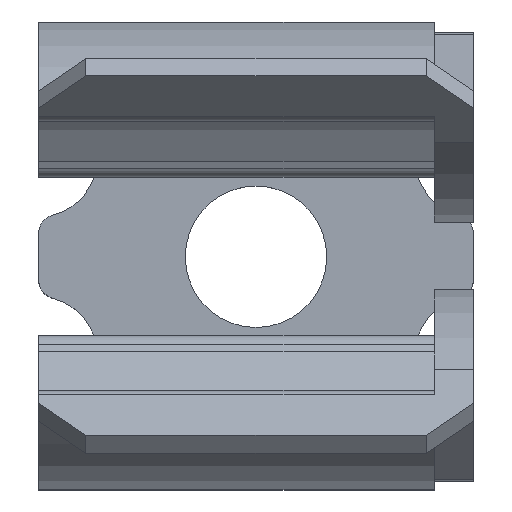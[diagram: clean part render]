
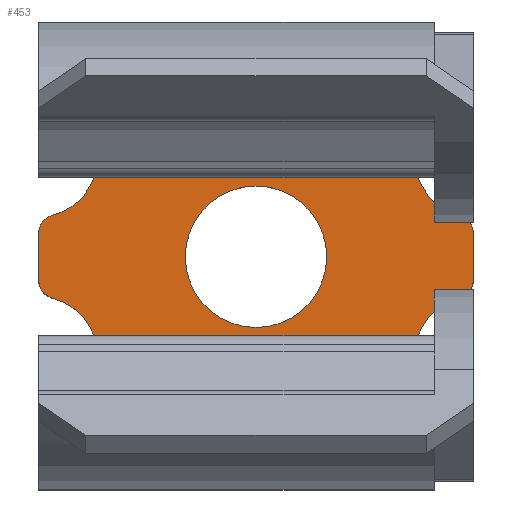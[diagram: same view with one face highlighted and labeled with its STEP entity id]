
A CAD part, top view. The second image highlights one B-rep face of the part: STEP entity #453.
In plain terms, the highlighted planar face has unit normal (0, 0, 1).
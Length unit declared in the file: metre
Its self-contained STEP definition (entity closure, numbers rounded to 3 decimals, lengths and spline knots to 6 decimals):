
#337 = EDGE_CURVE( '', #971, #972, #973, .T. );
#421 = EDGE_CURVE( '', #1116, #1117, #1118, .T. );
#445 = EDGE_CURVE( '', #1158, #1159, #1160, .T. );
#451 = EDGE_CURVE( '', #1169, #1170, #1171, .T. );
#453 = ADVANCED_FACE( '', ( #1173, #1174 ), #1175, .T. );
#577 = EDGE_CURVE( '', #1334, #1158, #1353, .T. );
#609 = EDGE_CURVE( '', #1393, #1117, #1394, .T. );
#621 = EDGE_CURVE( '', #1409, #956, #1410, .T. );
#629 = EDGE_CURVE( '', #1421, #1421, #1422, .T. );
#659 = EDGE_CURVE( '', #1169, #1248, #1464, .T. );
#661 = EDGE_CURVE( '', #1184, #989, #1466, .T. );
#699 = EDGE_CURVE( '', #1159, #956, #1512, .T. );
#733 = EDGE_CURVE( '', #1190, #1393, #1557, .T. );
#741 = EDGE_CURVE( '', #1334, #972, #1565, .T. );
#851 = EDGE_CURVE( '', #1409, #1190, #1697, .T. );
#913 = EDGE_CURVE( '', #971, #1170, #1767, .T. );
#919 = EDGE_CURVE( '', #989, #1248, #1774, .T. );
#935 = EDGE_CURVE( '', #1116, #1184, #1792, .T. );
#956 = VERTEX_POINT( '', #1804 );
#971 = VERTEX_POINT( '', #1825 );
#972 = VERTEX_POINT( '', #1826 );
#973 = CIRCLE( '', #1827, 0.0005 );
#989 = VERTEX_POINT( '', #1845 );
#1116 = VERTEX_POINT( '', #2021 );
#1117 = VERTEX_POINT( '', #2022 );
#1118 = CIRCLE( '', #2023, 0.0015 );
#1158 = VERTEX_POINT( '', #2077 );
#1159 = VERTEX_POINT( '', #2078 );
#1160 = LINE( '', #2079, #2080 );
#1169 = VERTEX_POINT( '', #2094 );
#1170 = VERTEX_POINT( '', #2095 );
#1171 = CIRCLE( '', #2096, 0.0005 );
#1173 = FACE_OUTER_BOUND( '', #2098, .T. );
#1174 = FACE_BOUND( '', #2099, .T. );
#1175 = PLANE( '', #2100 );
#1184 = VERTEX_POINT( '', #2116 );
#1190 = VERTEX_POINT( '', #2128 );
#1248 = VERTEX_POINT( '', #2220 );
#1334 = VERTEX_POINT( '', #2347 );
#1353 = CIRCLE( '', #2376, 0.0005 );
#1393 = VERTEX_POINT( '', #2437 );
#1394 = CIRCLE( '', #2438, 0.0005 );
#1409 = VERTEX_POINT( '', #2460 );
#1410 = CIRCLE( '', #2461, 0.0015 );
#1421 = VERTEX_POINT( '', #2473 );
#1422 = CIRCLE( '', #2474, 0.001805 );
#1464 = CIRCLE( '', #2533, 0.0015 );
#1466 = LINE( '', #2536, #2537 );
#1512 = CIRCLE( '', #2605, 0.0005 );
#1557 = LINE( '', #2664, #2665 );
#1565 = CIRCLE( '', #2679, 0.0015 );
#1697 = CIRCLE( '', #2889, 0.0005 );
#1767 = LINE( '', #3003, #3004 );
#1774 = CIRCLE( '', #3013, 0.0005 );
#1792 = CIRCLE( '', #3040, 0.0005 );
#1804 = CARTESIAN_POINT( '', ( -0.005175, -0.003934, 0.0006 ) );
#1825 = CARTESIAN_POINT( '', ( 0.00555, -0.000545, 0.0006 ) );
#1826 = CARTESIAN_POINT( '', ( 0.005175, -0.001029, 0.0006 ) );
#1827 = AXIS2_PLACEMENT_3D( '', #3056, #3057, #3058 );
#1845 = CARTESIAN_POINT( '', ( 0.005539, 0.00439, 0.0006 ) );
#2021 = CARTESIAN_POINT( '', ( -0.005175, 0.00401, 0.0006 ) );
#2022 = CARTESIAN_POINT( '', ( -0.005175, 0.001105, 0.0006 ) );
#2023 = AXIS2_PLACEMENT_3D( '', #3225, #3226, #3227 );
#2077 = CARTESIAN_POINT( '', ( 0.005539, -0.004314, 0.0006 ) );
#2078 = CARTESIAN_POINT( '', ( -0.005539, -0.004314, 0.0006 ) );
#2079 = CARTESIAN_POINT( '', ( 0.00555, -0.004314, 0.0006 ) );
#2080 = VECTOR( '', #3277, 1. );
#2094 = CARTESIAN_POINT( '', ( 0.005175, 0.001105, 0.0006 ) );
#2095 = CARTESIAN_POINT( '', ( 0.00555, 0.000621, 0.0006 ) );
#2096 = AXIS2_PLACEMENT_3D( '', #3280, #3281, #3282 );
#2098 = EDGE_LOOP( '', ( #3284, #3285, #3286, #3287, #3288, #3289, #3290, #3291, #3292, #3293, #3294, #3295, #3296, #3297, #3298, #3299 ) );
#2099 = EDGE_LOOP( '', ( #3300 ) );
#2100 = AXIS2_PLACEMENT_3D( '', #3301, #3302, #3303 );
#2116 = CARTESIAN_POINT( '', ( -0.005539, 0.00439, 0.0006 ) );
#2128 = CARTESIAN_POINT( '', ( -0.00555, -0.000545, 0.0006 ) );
#2220 = CARTESIAN_POINT( '', ( 0.005175, 0.00401, 0.0006 ) );
#2347 = CARTESIAN_POINT( '', ( 0.005175, -0.003934, 0.0006 ) );
#2376 = AXIS2_PLACEMENT_3D( '', #3455, #3456, #3457 );
#2437 = CARTESIAN_POINT( '', ( -0.00555, 0.000621, 0.0006 ) );
#2438 = AXIS2_PLACEMENT_3D( '', #3517, #3518, #3519 );
#2460 = CARTESIAN_POINT( '', ( -0.005175, -0.001029, 0.0006 ) );
#2461 = AXIS2_PLACEMENT_3D( '', #3537, #3538, #3539 );
#2473 = CARTESIAN_POINT( '', ( 0., 0.001843, 0.0006 ) );
#2474 = AXIS2_PLACEMENT_3D( '', #3564, #3565, #3566 );
#2533 = AXIS2_PLACEMENT_3D( '', #3622, #3623, #3624 );
#2536 = CARTESIAN_POINT( '', ( 0.00555, 0.00439, 0.0006 ) );
#2537 = VECTOR( '', #3625, 1. );
#2605 = AXIS2_PLACEMENT_3D( '', #3689, #3690, #3691 );
#2664 = CARTESIAN_POINT( '', ( -0.00555, -0.004961, 0.0006 ) );
#2665 = VECTOR( '', #3783, 1. );
#2679 = AXIS2_PLACEMENT_3D( '', #3789, #3790, #3791 );
#2889 = AXIS2_PLACEMENT_3D( '', #4017, #4018, #4019 );
#3003 = CARTESIAN_POINT( '', ( 0.00555, -0.004961, 0.0006 ) );
#3004 = VECTOR( '', #4123, 1. );
#3013 = AXIS2_PLACEMENT_3D( '', #4141, #4142, #4143 );
#3040 = AXIS2_PLACEMENT_3D( '', #4171, #4172, #4173 );
#3056 = CARTESIAN_POINT( '', ( 0.00505, -0.000545, 0.0006 ) );
#3057 = DIRECTION( '', ( 0., 0., -1. ) );
#3058 = DIRECTION( '', ( 0.791, -0.612, 0. ) );
#3225 = CARTESIAN_POINT( '', ( -0.00555, 0.002558, 0.0006 ) );
#3226 = DIRECTION( '', ( 0., 0., -1. ) );
#3227 = DIRECTION( '', ( 0., 1., 0. ) );
#3277 = DIRECTION( '', ( -1., 0., 0. ) );
#3280 = CARTESIAN_POINT( '', ( 0.00505, 0.000621, 0.0006 ) );
#3281 = DIRECTION( '', ( 0., 0., -1. ) );
#3282 = DIRECTION( '', ( 0.791, 0.612, 0. ) );
#3284 = ORIENTED_EDGE( '', *, *, #935, .F. );
#3285 = ORIENTED_EDGE( '', *, *, #421, .T. );
#3286 = ORIENTED_EDGE( '', *, *, #609, .F. );
#3287 = ORIENTED_EDGE( '', *, *, #733, .F. );
#3288 = ORIENTED_EDGE( '', *, *, #851, .F. );
#3289 = ORIENTED_EDGE( '', *, *, #621, .T. );
#3290 = ORIENTED_EDGE( '', *, *, #699, .F. );
#3291 = ORIENTED_EDGE( '', *, *, #445, .F. );
#3292 = ORIENTED_EDGE( '', *, *, #577, .F. );
#3293 = ORIENTED_EDGE( '', *, *, #741, .T. );
#3294 = ORIENTED_EDGE( '', *, *, #337, .F. );
#3295 = ORIENTED_EDGE( '', *, *, #913, .T. );
#3296 = ORIENTED_EDGE( '', *, *, #451, .F. );
#3297 = ORIENTED_EDGE( '', *, *, #659, .T. );
#3298 = ORIENTED_EDGE( '', *, *, #919, .F. );
#3299 = ORIENTED_EDGE( '', *, *, #661, .F. );
#3300 = ORIENTED_EDGE( '', *, *, #629, .T. );
#3301 = CARTESIAN_POINT( '', ( 0.00555, -0.004961, 0.0006 ) );
#3302 = DIRECTION( '', ( 0., 0., 1. ) );
#3303 = DIRECTION( '', ( 1., 0., 0. ) );
#3455 = CARTESIAN_POINT( '', ( 0.00505, -0.004418, 0.0006 ) );
#3456 = DIRECTION( '', ( 0., 0., -1. ) );
#3457 = DIRECTION( '', ( 0.791, 0.612, 0. ) );
#3517 = CARTESIAN_POINT( '', ( -0.00505, 0.000621, 0.0006 ) );
#3518 = DIRECTION( '', ( 0., 0., -1. ) );
#3519 = DIRECTION( '', ( -0.791, 0.612, 0. ) );
#3537 = CARTESIAN_POINT( '', ( -0.00555, -0.002481, 0.0006 ) );
#3538 = DIRECTION( '', ( 0., 0., -1. ) );
#3539 = DIRECTION( '', ( 0., 1., 0. ) );
#3564 = CARTESIAN_POINT( '', ( 0., 0.000038, 0.0006 ) );
#3565 = DIRECTION( '', ( 0., 0., -1. ) );
#3566 = DIRECTION( '', ( 0., 1., 0. ) );
#3622 = CARTESIAN_POINT( '', ( 0.00555, 0.002558, 0.0006 ) );
#3623 = DIRECTION( '', ( 0., 0., -1. ) );
#3624 = DIRECTION( '', ( 0., 1., 0. ) );
#3625 = DIRECTION( '', ( 1., 0., 0. ) );
#3689 = CARTESIAN_POINT( '', ( -0.00505, -0.004418, 0.0006 ) );
#3690 = DIRECTION( '', ( 0., 0., -1. ) );
#3691 = DIRECTION( '', ( -0.791, 0.612, 0. ) );
#3783 = DIRECTION( '', ( 0., 1., 0. ) );
#3789 = CARTESIAN_POINT( '', ( 0.00555, -0.002481, 0.0006 ) );
#3790 = DIRECTION( '', ( 0., 0., -1. ) );
#3791 = DIRECTION( '', ( 0., 1., 0. ) );
#4017 = CARTESIAN_POINT( '', ( -0.00505, -0.000545, 0.0006 ) );
#4018 = DIRECTION( '', ( 0., 0., -1. ) );
#4019 = DIRECTION( '', ( -0.791, -0.612, 0. ) );
#4123 = DIRECTION( '', ( 0., 1., 0. ) );
#4141 = CARTESIAN_POINT( '', ( 0.00505, 0.004494, 0.0006 ) );
#4142 = DIRECTION( '', ( 0., 0., -1. ) );
#4143 = DIRECTION( '', ( 0.791, -0.612, 0. ) );
#4171 = CARTESIAN_POINT( '', ( -0.00505, 0.004494, 0.0006 ) );
#4172 = DIRECTION( '', ( 0., 0., -1. ) );
#4173 = DIRECTION( '', ( -0.791, -0.612, 0. ) );
